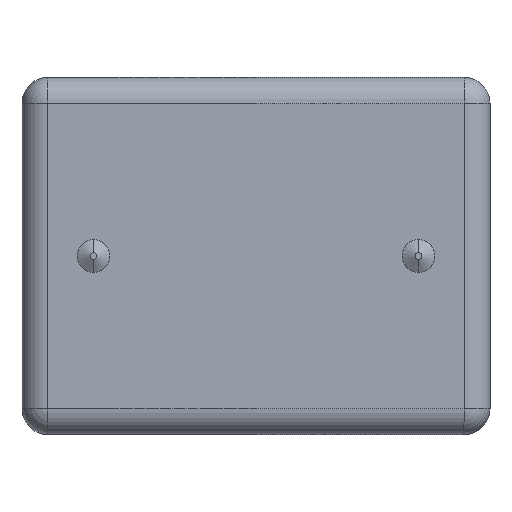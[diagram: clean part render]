
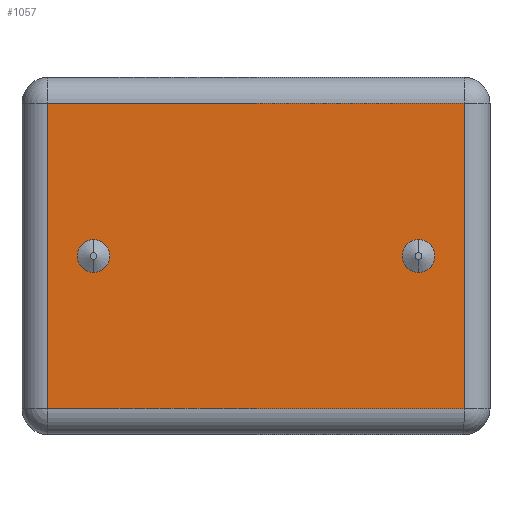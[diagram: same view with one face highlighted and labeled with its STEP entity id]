
A CAD part, front view. The second image highlights one B-rep face of the part: STEP entity #1057.
In plain terms, the highlighted planar face has unit normal (0, -1, 0).
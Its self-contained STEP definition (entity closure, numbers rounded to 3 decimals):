
#106 = CYLINDRICAL_SURFACE('',#107,0.25);
#107 = AXIS2_PLACEMENT_3D('',#108,#109,#110);
#108 = CARTESIAN_POINT('',(-0.365,-2.5,0.));
#109 = DIRECTION('',(0.,1.,0.));
#110 = DIRECTION('',(0.,0.,1.));
#227 = CYLINDRICAL_SURFACE('',#228,0.252);
#228 = AXIS2_PLACEMENT_3D('',#229,#230,#231);
#229 = CARTESIAN_POINT('',(4.635,-2.5,0.));
#230 = DIRECTION('',(0.,1.,0.));
#231 = DIRECTION('',(0.,0.,1.));
#265 = VERTEX_POINT('',#266);
#266 = CARTESIAN_POINT('',(4.635,0.,-0.252));
#280 = CYLINDRICAL_SURFACE('',#281,0.252);
#281 = AXIS2_PLACEMENT_3D('',#282,#283,#284);
#282 = CARTESIAN_POINT('',(4.635,-2.5,0.));
#283 = DIRECTION('',(0.,1.,0.));
#284 = DIRECTION('',(0.,0.,1.));
#292 = EDGE_CURVE('',#293,#265,#295,.T.);
#293 = VERTEX_POINT('',#294);
#294 = CARTESIAN_POINT('',(4.635,0.,0.252));
#295 = SURFACE_CURVE('',#296,(#301,#308),.PCURVE_S1.);
#296 = CIRCLE('',#297,0.252);
#297 = AXIS2_PLACEMENT_3D('',#298,#299,#300);
#298 = CARTESIAN_POINT('',(4.635,0.,0.)
  );
#299 = DIRECTION('',(0.,1.,0.));
#300 = DIRECTION('',(0.,0.,1.));
#301 = PCURVE('',#227,#302);
#302 = DEFINITIONAL_REPRESENTATION('',(#303),#307);
#303 = LINE('',#304,#305);
#304 = CARTESIAN_POINT('',(0.,2.5));
#305 = VECTOR('',#306,1.);
#306 = DIRECTION('',(1.,0.));
#307 = ( GEOMETRIC_REPRESENTATION_CONTEXT(2) 
PARAMETRIC_REPRESENTATION_CONTEXT() REPRESENTATION_CONTEXT('2D SPACE',''
  ) );
#308 = PCURVE('',#309,#314);
#309 = PLANE('',#310);
#310 = AXIS2_PLACEMENT_3D('',#311,#312,#313);
#311 = CARTESIAN_POINT('',(-1.465,0.,2.75));
#312 = DIRECTION('',(0.,1.,0.));
#313 = DIRECTION('',(0.,0.,1.));
#314 = DEFINITIONAL_REPRESENTATION('',(#315),#319);
#315 = CIRCLE('',#316,0.252);
#316 = AXIS2_PLACEMENT_2D('',#317,#318);
#317 = CARTESIAN_POINT('',(-2.75,6.1));
#318 = DIRECTION('',(1.,0.));
#319 = ( GEOMETRIC_REPRESENTATION_CONTEXT(2) 
PARAMETRIC_REPRESENTATION_CONTEXT() REPRESENTATION_CONTEXT('2D SPACE',''
  ) );
#347 = VERTEX_POINT('',#348);
#348 = CARTESIAN_POINT('',(-0.365,0.,-0.25));
#362 = CYLINDRICAL_SURFACE('',#363,0.25);
#363 = AXIS2_PLACEMENT_3D('',#364,#365,#366);
#364 = CARTESIAN_POINT('',(-0.365,-2.5,0.));
#365 = DIRECTION('',(0.,1.,0.));
#366 = DIRECTION('',(0.,0.,1.));
#374 = EDGE_CURVE('',#375,#347,#377,.T.);
#375 = VERTEX_POINT('',#376);
#376 = CARTESIAN_POINT('',(-0.365,0.,0.25));
#377 = SURFACE_CURVE('',#378,(#383,#390),.PCURVE_S1.);
#378 = CIRCLE('',#379,0.25);
#379 = AXIS2_PLACEMENT_3D('',#380,#381,#382);
#380 = CARTESIAN_POINT('',(-0.365,0.,0.));
#381 = DIRECTION('',(0.,1.,0.));
#382 = DIRECTION('',(0.,0.,1.));
#383 = PCURVE('',#106,#384);
#384 = DEFINITIONAL_REPRESENTATION('',(#385),#389);
#385 = LINE('',#386,#387);
#386 = CARTESIAN_POINT('',(0.,2.5));
#387 = VECTOR('',#388,1.);
#388 = DIRECTION('',(1.,0.));
#389 = ( GEOMETRIC_REPRESENTATION_CONTEXT(2) 
PARAMETRIC_REPRESENTATION_CONTEXT() REPRESENTATION_CONTEXT('2D SPACE',''
  ) );
#390 = PCURVE('',#309,#391);
#391 = DEFINITIONAL_REPRESENTATION('',(#392),#396);
#392 = CIRCLE('',#393,0.25);
#393 = AXIS2_PLACEMENT_2D('',#394,#395);
#394 = CARTESIAN_POINT('',(-2.75,1.1));
#395 = DIRECTION('',(1.,0.));
#396 = ( GEOMETRIC_REPRESENTATION_CONTEXT(2) 
PARAMETRIC_REPRESENTATION_CONTEXT() REPRESENTATION_CONTEXT('2D SPACE',''
  ) );
#446 = EDGE_CURVE('',#347,#375,#447,.T.);
#447 = SURFACE_CURVE('',#448,(#453,#460),.PCURVE_S1.);
#448 = CIRCLE('',#449,0.25);
#449 = AXIS2_PLACEMENT_3D('',#450,#451,#452);
#450 = CARTESIAN_POINT('',(-0.365,0.,0.));
#451 = DIRECTION('',(0.,1.,0.));
#452 = DIRECTION('',(0.,0.,1.));
#453 = PCURVE('',#362,#454);
#454 = DEFINITIONAL_REPRESENTATION('',(#455),#459);
#455 = LINE('',#456,#457);
#456 = CARTESIAN_POINT('',(0.,2.5));
#457 = VECTOR('',#458,1.);
#458 = DIRECTION('',(1.,0.));
#459 = ( GEOMETRIC_REPRESENTATION_CONTEXT(2) 
PARAMETRIC_REPRESENTATION_CONTEXT() REPRESENTATION_CONTEXT('2D SPACE',''
  ) );
#460 = PCURVE('',#309,#461);
#461 = DEFINITIONAL_REPRESENTATION('',(#462),#466);
#462 = CIRCLE('',#463,0.25);
#463 = AXIS2_PLACEMENT_2D('',#464,#465);
#464 = CARTESIAN_POINT('',(-2.75,1.1));
#465 = DIRECTION('',(1.,0.));
#466 = ( GEOMETRIC_REPRESENTATION_CONTEXT(2) 
PARAMETRIC_REPRESENTATION_CONTEXT() REPRESENTATION_CONTEXT('2D SPACE',''
  ) );
#580 = CYLINDRICAL_SURFACE('',#581,0.4);
#581 = AXIS2_PLACEMENT_3D('',#582,#583,#584);
#582 = CARTESIAN_POINT('',(-1.065,0.4,-2.75));
#583 = DIRECTION('',(0.,0.,1.));
#584 = DIRECTION('',(1.,0.,0.));
#644 = CYLINDRICAL_SURFACE('',#645,0.4);
#645 = AXIS2_PLACEMENT_3D('',#646,#647,#648);
#646 = CARTESIAN_POINT('',(-1.465,0.4,2.35));
#647 = DIRECTION('',(1.,0.,0.));
#648 = DIRECTION('',(0.,0.,-1.));
#759 = CYLINDRICAL_SURFACE('',#760,0.4);
#760 = AXIS2_PLACEMENT_3D('',#761,#762,#763);
#761 = CARTESIAN_POINT('',(5.335,0.4,-2.75));
#762 = DIRECTION('',(0.,0.,-1.));
#763 = DIRECTION('',(-1.,0.,0.));
#925 = CYLINDRICAL_SURFACE('',#926,0.4);
#926 = AXIS2_PLACEMENT_3D('',#927,#928,#929);
#927 = CARTESIAN_POINT('',(-1.465,0.4,-2.35));
#928 = DIRECTION('',(-1.,0.,0.));
#929 = DIRECTION('',(0.,0.,1.));
#1057 = ADVANCED_FACE('',(#1058,#1152,#1177),#309,.F.);
#1058 = FACE_BOUND('',#1059,.T.);
#1059 = EDGE_LOOP('',(#1060,#1085,#1108,#1131));
#1060 = ORIENTED_EDGE('',*,*,#1061,.T.);
#1061 = EDGE_CURVE('',#1062,#1064,#1066,.T.);
#1062 = VERTEX_POINT('',#1063);
#1063 = CARTESIAN_POINT('',(-1.065,0.,2.35));
#1064 = VERTEX_POINT('',#1065);
#1065 = CARTESIAN_POINT('',(-1.065,0.,-2.35));
#1066 = SURFACE_CURVE('',#1067,(#1071,#1078),.PCURVE_S1.);
#1067 = LINE('',#1068,#1069);
#1068 = CARTESIAN_POINT('',(-1.065,0.,2.75));
#1069 = VECTOR('',#1070,1.);
#1070 = DIRECTION('',(0.,0.,-1.));
#1071 = PCURVE('',#309,#1072);
#1072 = DEFINITIONAL_REPRESENTATION('',(#1073),#1077);
#1073 = LINE('',#1074,#1075);
#1074 = CARTESIAN_POINT('',(0.,0.4));
#1075 = VECTOR('',#1076,1.);
#1076 = DIRECTION('',(-1.,0.));
#1077 = ( GEOMETRIC_REPRESENTATION_CONTEXT(2) 
PARAMETRIC_REPRESENTATION_CONTEXT() REPRESENTATION_CONTEXT('2D SPACE',''
  ) );
#1078 = PCURVE('',#580,#1079);
#1079 = DEFINITIONAL_REPRESENTATION('',(#1080),#1084);
#1080 = LINE('',#1081,#1082);
#1081 = CARTESIAN_POINT('',(4.712,5.5));
#1082 = VECTOR('',#1083,1.);
#1083 = DIRECTION('',(0.,-1.));
#1084 = ( GEOMETRIC_REPRESENTATION_CONTEXT(2) 
PARAMETRIC_REPRESENTATION_CONTEXT() REPRESENTATION_CONTEXT('2D SPACE',''
  ) );
#1085 = ORIENTED_EDGE('',*,*,#1086,.T.);
#1086 = EDGE_CURVE('',#1064,#1087,#1089,.T.);
#1087 = VERTEX_POINT('',#1088);
#1088 = CARTESIAN_POINT('',(5.335,0.,-2.35));
#1089 = SURFACE_CURVE('',#1090,(#1094,#1101),.PCURVE_S1.);
#1090 = LINE('',#1091,#1092);
#1091 = CARTESIAN_POINT('',(-1.465,0.,-2.35));
#1092 = VECTOR('',#1093,1.);
#1093 = DIRECTION('',(1.,0.,0.));
#1094 = PCURVE('',#309,#1095);
#1095 = DEFINITIONAL_REPRESENTATION('',(#1096),#1100);
#1096 = LINE('',#1097,#1098);
#1097 = CARTESIAN_POINT('',(-5.1,0.));
#1098 = VECTOR('',#1099,1.);
#1099 = DIRECTION('',(0.,1.));
#1100 = ( GEOMETRIC_REPRESENTATION_CONTEXT(2) 
PARAMETRIC_REPRESENTATION_CONTEXT() REPRESENTATION_CONTEXT('2D SPACE',''
  ) );
#1101 = PCURVE('',#925,#1102);
#1102 = DEFINITIONAL_REPRESENTATION('',(#1103),#1107);
#1103 = LINE('',#1104,#1105);
#1104 = CARTESIAN_POINT('',(4.712,0.));
#1105 = VECTOR('',#1106,1.);
#1106 = DIRECTION('',(0.,-1.));
#1107 = ( GEOMETRIC_REPRESENTATION_CONTEXT(2) 
PARAMETRIC_REPRESENTATION_CONTEXT() REPRESENTATION_CONTEXT('2D SPACE',''
  ) );
#1108 = ORIENTED_EDGE('',*,*,#1109,.T.);
#1109 = EDGE_CURVE('',#1087,#1110,#1112,.T.);
#1110 = VERTEX_POINT('',#1111);
#1111 = CARTESIAN_POINT('',(5.335,0.,2.35));
#1112 = SURFACE_CURVE('',#1113,(#1117,#1124),.PCURVE_S1.);
#1113 = LINE('',#1114,#1115);
#1114 = CARTESIAN_POINT('',(5.335,0.,2.75));
#1115 = VECTOR('',#1116,1.);
#1116 = DIRECTION('',(0.,0.,1.));
#1117 = PCURVE('',#309,#1118);
#1118 = DEFINITIONAL_REPRESENTATION('',(#1119),#1123);
#1119 = LINE('',#1120,#1121);
#1120 = CARTESIAN_POINT('',(0.,6.8));
#1121 = VECTOR('',#1122,1.);
#1122 = DIRECTION('',(1.,0.));
#1123 = ( GEOMETRIC_REPRESENTATION_CONTEXT(2) 
PARAMETRIC_REPRESENTATION_CONTEXT() REPRESENTATION_CONTEXT('2D SPACE',''
  ) );
#1124 = PCURVE('',#759,#1125);
#1125 = DEFINITIONAL_REPRESENTATION('',(#1126),#1130);
#1126 = LINE('',#1127,#1128);
#1127 = CARTESIAN_POINT('',(4.712,-5.5));
#1128 = VECTOR('',#1129,1.);
#1129 = DIRECTION('',(0.,-1.));
#1130 = ( GEOMETRIC_REPRESENTATION_CONTEXT(2) 
PARAMETRIC_REPRESENTATION_CONTEXT() REPRESENTATION_CONTEXT('2D SPACE',''
  ) );
#1131 = ORIENTED_EDGE('',*,*,#1132,.T.);
#1132 = EDGE_CURVE('',#1110,#1062,#1133,.T.);
#1133 = SURFACE_CURVE('',#1134,(#1138,#1145),.PCURVE_S1.);
#1134 = LINE('',#1135,#1136);
#1135 = CARTESIAN_POINT('',(-1.465,0.,2.35));
#1136 = VECTOR('',#1137,1.);
#1137 = DIRECTION('',(-1.,0.,0.));
#1138 = PCURVE('',#309,#1139);
#1139 = DEFINITIONAL_REPRESENTATION('',(#1140),#1144);
#1140 = LINE('',#1141,#1142);
#1141 = CARTESIAN_POINT('',(-0.4,0.));
#1142 = VECTOR('',#1143,1.);
#1143 = DIRECTION('',(0.,-1.));
#1144 = ( GEOMETRIC_REPRESENTATION_CONTEXT(2) 
PARAMETRIC_REPRESENTATION_CONTEXT() REPRESENTATION_CONTEXT('2D SPACE',''
  ) );
#1145 = PCURVE('',#644,#1146);
#1146 = DEFINITIONAL_REPRESENTATION('',(#1147),#1151);
#1147 = LINE('',#1148,#1149);
#1148 = CARTESIAN_POINT('',(4.712,0.));
#1149 = VECTOR('',#1150,1.);
#1150 = DIRECTION('',(0.,-1.));
#1151 = ( GEOMETRIC_REPRESENTATION_CONTEXT(2) 
PARAMETRIC_REPRESENTATION_CONTEXT() REPRESENTATION_CONTEXT('2D SPACE',''
  ) );
#1152 = FACE_BOUND('',#1153,.T.);
#1153 = EDGE_LOOP('',(#1154,#1155));
#1154 = ORIENTED_EDGE('',*,*,#292,.T.);
#1155 = ORIENTED_EDGE('',*,*,#1156,.T.);
#1156 = EDGE_CURVE('',#265,#293,#1157,.T.);
#1157 = SURFACE_CURVE('',#1158,(#1163,#1170),.PCURVE_S1.);
#1158 = CIRCLE('',#1159,0.252);
#1159 = AXIS2_PLACEMENT_3D('',#1160,#1161,#1162);
#1160 = CARTESIAN_POINT('',(4.635,0.,0.)
  );
#1161 = DIRECTION('',(0.,1.,0.));
#1162 = DIRECTION('',(0.,0.,1.));
#1163 = PCURVE('',#309,#1164);
#1164 = DEFINITIONAL_REPRESENTATION('',(#1165),#1169);
#1165 = CIRCLE('',#1166,0.252);
#1166 = AXIS2_PLACEMENT_2D('',#1167,#1168);
#1167 = CARTESIAN_POINT('',(-2.75,6.1));
#1168 = DIRECTION('',(1.,0.));
#1169 = ( GEOMETRIC_REPRESENTATION_CONTEXT(2) 
PARAMETRIC_REPRESENTATION_CONTEXT() REPRESENTATION_CONTEXT('2D SPACE',''
  ) );
#1170 = PCURVE('',#280,#1171);
#1171 = DEFINITIONAL_REPRESENTATION('',(#1172),#1176);
#1172 = LINE('',#1173,#1174);
#1173 = CARTESIAN_POINT('',(0.,2.5));
#1174 = VECTOR('',#1175,1.);
#1175 = DIRECTION('',(1.,0.));
#1176 = ( GEOMETRIC_REPRESENTATION_CONTEXT(2) 
PARAMETRIC_REPRESENTATION_CONTEXT() REPRESENTATION_CONTEXT('2D SPACE',''
  ) );
#1177 = FACE_BOUND('',#1178,.T.);
#1178 = EDGE_LOOP('',(#1179,#1180));
#1179 = ORIENTED_EDGE('',*,*,#374,.T.);
#1180 = ORIENTED_EDGE('',*,*,#446,.T.);
